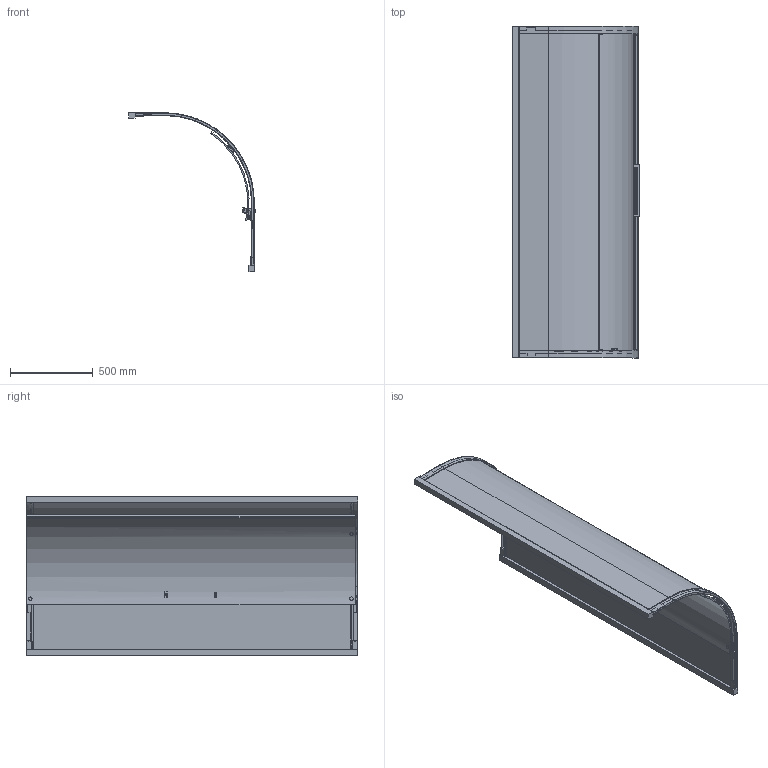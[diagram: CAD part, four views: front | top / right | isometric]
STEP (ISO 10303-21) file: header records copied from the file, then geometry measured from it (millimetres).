
FILE_DESCRIPTION (( 'STEP AP214' ), '1' );
FILE_NAME ('rbf8a_040_asm.STEP', '2020-04-21T11:10:02', ( '' ), ( '' ), 'SwSTEP 2.0', 'SolidWorks 2016', '' );
FILE_SCHEMA (( 'AUTOMOTIVE_DESIGN' ));
Length unit declared in the file: millimetre
Products named in the file (1): rbf8a_040_asm
Bounding box: 766.21 x 2002.7 x 962.27 mm (x, y, z)
Volume: 29076925.6 mm3; surface area: 6933212 mm2
Topology: 1 solids, 5 shells, 1829 faces, 4827 edges, 2997 vertices
Faces by surface type: cylinder 794, plane 618, bspline 365, cone 36, torus 16
Full cylindrical faces by diameter (mm): 3.4 x2
Entity records: 98001 total; most frequent: CARTESIAN_POINT 36385, ORIENTED_EDGE 9580, DIRECTION 7986, EDGE_CURVE 4790, VERTEX_POINT 2997, AXIS2_PLACEMENT_3D 2879, VECTOR 2228, LINE 2228
